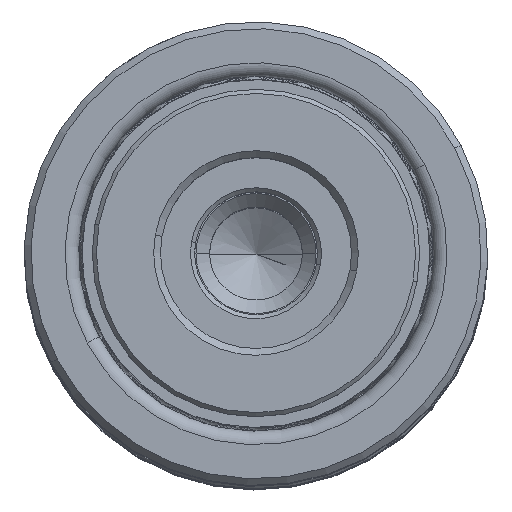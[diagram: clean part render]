
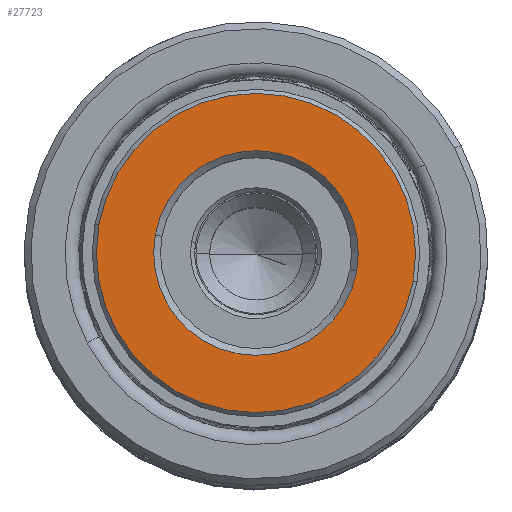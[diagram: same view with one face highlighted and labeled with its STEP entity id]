
A CAD part, top view. The second image highlights one B-rep face of the part: STEP entity #27723.
In plain terms, the highlighted face is planar.
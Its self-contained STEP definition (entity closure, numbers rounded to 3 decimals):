
#1316 = EDGE_CURVE ( 'NONE', #26775, #14170, #23561, .T. ) ;
#1786 = CIRCLE ( 'NONE', #23137, 7.5 ) ;
#2188 = DIRECTION ( 'NONE',  ( 0., 0., 1. ) ) ;
#3331 = DIRECTION ( 'NONE',  ( 0., 0., -1. ) ) ;
#3858 = VERTEX_POINT ( 'NONE', #29411 ) ;
#4141 = AXIS2_PLACEMENT_3D ( 'NONE', #21941, #3331, #25067 ) ;
#4526 = FACE_OUTER_BOUND ( 'NONE', #22987, .T. ) ;
#5069 = DIRECTION ( 'NONE',  ( 0., 0., 1. ) ) ;
#6496 = EDGE_CURVE ( 'NONE', #3858, #14462, #17582, .T. ) ;
#8191 = CARTESIAN_POINT ( 'NONE',  ( 0., 0., 0. ) ) ;
#9504 = CARTESIAN_POINT ( 'NONE',  ( 0., 0., 0. ) ) ;
#11104 = ORIENTED_EDGE ( 'NONE', *, *, #6496, .T. ) ;
#12637 = DIRECTION ( 'NONE',  ( 1., 0., 0. ) ) ;
#14170 = VERTEX_POINT ( 'NONE', #28218 ) ;
#14450 = DIRECTION ( 'NONE',  ( 1., 0., 0. ) ) ;
#14462 = VERTEX_POINT ( 'NONE', #26720 ) ;
#14831 = EDGE_LOOP ( 'NONE', ( #22158, #30370 ) ) ;
#14867 = CARTESIAN_POINT ( 'NONE',  ( 0., 0., 0. ) ) ;
#17582 = CIRCLE ( 'NONE', #27524, 11.7 ) ;
#17973 = DIRECTION ( 'NONE',  ( 1., 0., 0. ) ) ;
#20063 = FACE_BOUND ( 'NONE', #14831, .T. ) ;
#20813 = CARTESIAN_POINT ( 'NONE',  ( 0., 0., 0. ) ) ;
#21941 = CARTESIAN_POINT ( 'NONE',  ( 0., 0., 0. ) ) ;
#22158 = ORIENTED_EDGE ( 'NONE', *, *, #30837, .T. ) ;
#22987 = EDGE_LOOP ( 'NONE', ( #11104, #32188 ) ) ;
#23137 = AXIS2_PLACEMENT_3D ( 'NONE', #20813, #2188, #23923 ) ;
#23561 = CIRCLE ( 'NONE', #28160, 7.5 ) ;
#23923 = DIRECTION ( 'NONE',  ( 1., 0., 0. ) ) ;
#25067 = DIRECTION ( 'NONE',  ( 1., 0., 0. ) ) ;
#26720 = CARTESIAN_POINT ( 'NONE',  ( -11.7, 0., 0. ) ) ;
#26775 = VERTEX_POINT ( 'NONE', #28494 ) ;
#27524 = AXIS2_PLACEMENT_3D ( 'NONE', #14867, #36583, #17973 ) ;
#27723 = ADVANCED_FACE ( 'NONE', ( #4526, #20063 ), #33030, .F. ) ;
#28160 = AXIS2_PLACEMENT_3D ( 'NONE', #9504, #31225, #12637 ) ;
#28218 = CARTESIAN_POINT ( 'NONE',  ( -7.5, 0., 0. ) ) ;
#28494 = CARTESIAN_POINT ( 'NONE',  ( 7.5, 0., 0. ) ) ;
#29411 = CARTESIAN_POINT ( 'NONE',  ( 11.7, 0., 0. ) ) ;
#30370 = ORIENTED_EDGE ( 'NONE', *, *, #1316, .T. ) ;
#30837 = EDGE_CURVE ( 'NONE', #14170, #26775, #1786, .T. ) ;
#31225 = DIRECTION ( 'NONE',  ( 0., 0., 1. ) ) ;
#31315 = AXIS2_PLACEMENT_3D ( 'NONE', #8191, #5069, #14450 ) ;
#31859 = CIRCLE ( 'NONE', #4141, 11.7 ) ;
#32188 = ORIENTED_EDGE ( 'NONE', *, *, #32477, .T. ) ;
#32477 = EDGE_CURVE ( 'NONE', #14462, #3858, #31859, .T. ) ;
#33030 = PLANE ( 'NONE',  #31315 ) ;
#36583 = DIRECTION ( 'NONE',  ( 0., 0., -1. ) ) ;
